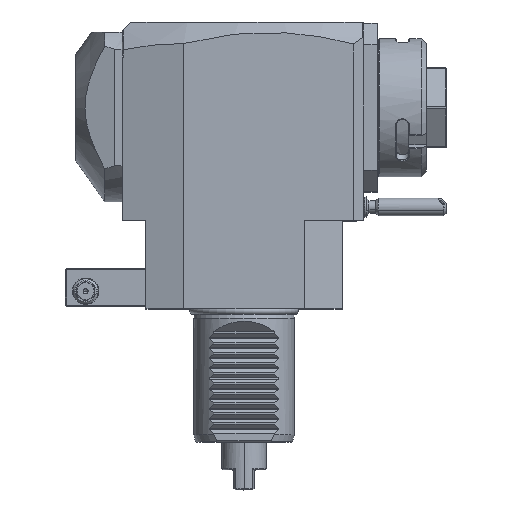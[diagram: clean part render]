
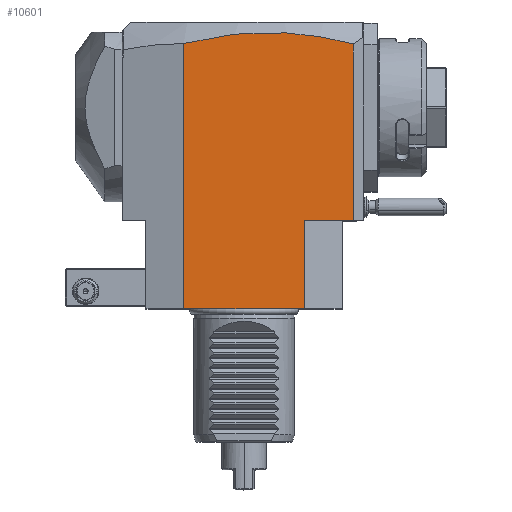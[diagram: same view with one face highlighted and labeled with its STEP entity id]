
A CAD part, top view. The second image highlights one B-rep face of the part: STEP entity #10601.
In plain terms, the highlighted planar face has unit normal (0, 0, 1).
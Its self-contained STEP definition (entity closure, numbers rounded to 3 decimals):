
#2101=DIRECTION('',(0.,-1.,0.));
#2102=VECTOR('',#2101,70.258);
#2103=CARTESIAN_POINT('',(43.5,105.258,37.5));
#2104=LINE('',#2103,#2102);
#2105=DIRECTION('',(-1.,0.,0.));
#2106=VECTOR('',#2105,19.5);
#2107=CARTESIAN_POINT('',(43.5,35.,37.5));
#2108=LINE('',#2107,#2106);
#2109=CARTESIAN_POINT('',(-24.,105.435,37.5));
#2110=CARTESIAN_POINT('',(-18.371,106.939,37.5));
#2111=CARTESIAN_POINT('',(-7.115,109.162,37.5));
#2112=CARTESIAN_POINT('',(9.762,110.233,37.5));
#2113=CARTESIAN_POINT('',(26.635,109.072,37.5));
#2114=CARTESIAN_POINT('',(37.879,106.791,37.5));
#2115=CARTESIAN_POINT('',(43.5,105.258,37.5));
#2179=DIRECTION('',(0.,-1.,0.));
#2180=VECTOR('',#2179,105.435);
#2181=CARTESIAN_POINT('',(-24.,105.435,37.5));
#2182=LINE('',#2181,#2180);
#2199=DIRECTION('',(-1.,0.,0.));
#2200=VECTOR('',#2199,48.);
#2201=CARTESIAN_POINT('',(24.,0.,37.5));
#2202=LINE('',#2201,#2200);
#4587=DIRECTION('',(0.,1.,0.));
#4588=VECTOR('',#4587,35.);
#4589=CARTESIAN_POINT('',(24.,0.,37.5));
#4590=LINE('',#4589,#4588);
#8149=VERTEX_POINT('',#2109);
#8150=VERTEX_POINT('',#2115);
#8492=CARTESIAN_POINT('',(43.5,35.,37.5));
#8493=VERTEX_POINT('',#8492);
#8534=CARTESIAN_POINT('',(24.,0.,37.5));
#8535=VERTEX_POINT('',#8534);
#8536=CARTESIAN_POINT('',(-24.,0.,37.5));
#8537=VERTEX_POINT('',#8536);
#8668=CARTESIAN_POINT('',(24.,35.,37.5));
#8669=VERTEX_POINT('',#8668);
#10583=CARTESIAN_POINT('',(-39.202,35.,37.5));
#10584=DIRECTION('',(0.,0.,1.));
#10585=DIRECTION('',(1.,0.,0.));
#10586=AXIS2_PLACEMENT_3D('',#10583,#10584,#10585);
#10587=PLANE('',#10586);
#10589=ORIENTED_EDGE('',*,*,#10588,.T.);
#10590=ORIENTED_EDGE('',*,*,#10567,.T.);
#10592=ORIENTED_EDGE('',*,*,#10591,.F.);
#10594=ORIENTED_EDGE('',*,*,#10593,.T.);
#10596=ORIENTED_EDGE('',*,*,#10595,.F.);
#10598=ORIENTED_EDGE('',*,*,#10597,.T.);
#10599=EDGE_LOOP('',(#10589,#10590,#10592,#10594,#10596,#10598));
#10600=FACE_OUTER_BOUND('',#10599,.F.);
#2116=B_SPLINE_CURVE_WITH_KNOTS('',3,(#2109,#2110,#2111,#2112,#2113,#2114,
#2115),.UNSPECIFIED.,.F.,.F.,(4,1,1,1,4),(0.,0.25,0.5,0.75,1.),
.UNSPECIFIED.);
#10567=EDGE_CURVE('',#8493,#8669,#2108,.T.);
#10588=EDGE_CURVE('',#8150,#8493,#2104,.T.);
#10591=EDGE_CURVE('',#8535,#8669,#4590,.T.);
#10593=EDGE_CURVE('',#8535,#8537,#2202,.T.);
#10595=EDGE_CURVE('',#8149,#8537,#2182,.T.);
#10597=EDGE_CURVE('',#8149,#8150,#2116,.T.);
#10601=ADVANCED_FACE('',(#10600),#10587,.T.);
